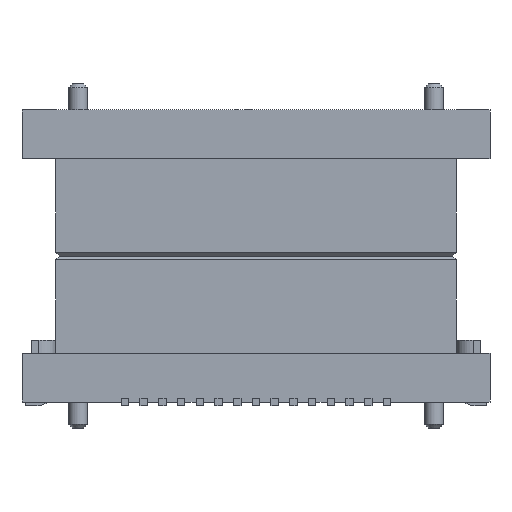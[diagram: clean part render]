
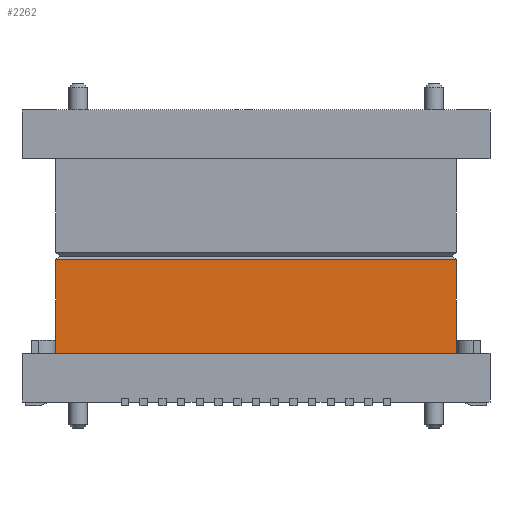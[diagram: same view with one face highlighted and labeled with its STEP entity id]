
A CAD part, left-side view. The second image highlights one B-rep face of the part: STEP entity #2262.
In plain terms, the highlighted planar face has unit normal (-1, 0, 0).
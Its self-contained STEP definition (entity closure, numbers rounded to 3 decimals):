
#55 = PLANE('',#56);
#56 = AXIS2_PLACEMENT_3D('',#57,#58,#59);
#57 = CARTESIAN_POINT('',(-2.35,5.35,1.4));
#58 = DIRECTION('',(0.,1.,0.));
#59 = DIRECTION('',(1.,0.,0.));
#111 = PLANE('',#112);
#112 = AXIS2_PLACEMENT_3D('',#113,#114,#115);
#113 = CARTESIAN_POINT('',(2.35,-5.35,1.4));
#114 = DIRECTION('',(0.,-1.,0.));
#115 = DIRECTION('',(-1.,0.,0.));
#152 = EDGE_CURVE('',#153,#155,#157,.T.);
#153 = VERTEX_POINT('',#154);
#154 = CARTESIAN_POINT('',(-2.35,5.35,1.4));
#155 = VERTEX_POINT('',#156);
#156 = CARTESIAN_POINT('',(-2.35,5.35,3.9));
#157 = SURFACE_CURVE('',#158,(#162,#169),.PCURVE_S1.);
#158 = LINE('',#159,#160);
#159 = CARTESIAN_POINT('',(-2.35,5.35,1.4));
#160 = VECTOR('',#161,1.);
#161 = DIRECTION('',(0.,0.,1.));
#162 = PCURVE('',#55,#163);
#163 = DEFINITIONAL_REPRESENTATION('',(#164),#168);
#164 = LINE('',#165,#166);
#165 = CARTESIAN_POINT('',(0.,0.));
#166 = VECTOR('',#167,1.);
#167 = DIRECTION('',(0.,-1.));
#168 = ( GEOMETRIC_REPRESENTATION_CONTEXT(2) 
PARAMETRIC_REPRESENTATION_CONTEXT() REPRESENTATION_CONTEXT('2D SPACE',''
  ) );
#169 = PCURVE('',#170,#175);
#170 = PLANE('',#171);
#171 = AXIS2_PLACEMENT_3D('',#172,#173,#174);
#172 = CARTESIAN_POINT('',(-2.35,-5.35,1.4));
#173 = DIRECTION('',(-1.,0.,0.));
#174 = DIRECTION('',(0.,1.,0.));
#175 = DEFINITIONAL_REPRESENTATION('',(#176),#180);
#176 = LINE('',#177,#178);
#177 = CARTESIAN_POINT('',(10.7,0.));
#178 = VECTOR('',#179,1.);
#179 = DIRECTION('',(0.,-1.));
#180 = ( GEOMETRIC_REPRESENTATION_CONTEXT(2) 
PARAMETRIC_REPRESENTATION_CONTEXT() REPRESENTATION_CONTEXT('2D SPACE',''
  ) );
#2085 = VERTEX_POINT('',#2086);
#2086 = CARTESIAN_POINT('',(-2.35,-5.35,3.9));
#2107 = EDGE_CURVE('',#2108,#2085,#2110,.T.);
#2108 = VERTEX_POINT('',#2109);
#2109 = CARTESIAN_POINT('',(-2.35,-5.35,1.4));
#2110 = SURFACE_CURVE('',#2111,(#2115,#2122),.PCURVE_S1.);
#2111 = LINE('',#2112,#2113);
#2112 = CARTESIAN_POINT('',(-2.35,-5.35,1.4));
#2113 = VECTOR('',#2114,1.);
#2114 = DIRECTION('',(0.,0.,1.));
#2115 = PCURVE('',#111,#2116);
#2116 = DEFINITIONAL_REPRESENTATION('',(#2117),#2121);
#2117 = LINE('',#2118,#2119);
#2118 = CARTESIAN_POINT('',(4.7,0.));
#2119 = VECTOR('',#2120,1.);
#2120 = DIRECTION('',(0.,-1.));
#2121 = ( GEOMETRIC_REPRESENTATION_CONTEXT(2) 
PARAMETRIC_REPRESENTATION_CONTEXT() REPRESENTATION_CONTEXT('2D SPACE',''
  ) );
#2122 = PCURVE('',#170,#2123);
#2123 = DEFINITIONAL_REPRESENTATION('',(#2124),#2128);
#2124 = LINE('',#2125,#2126);
#2125 = CARTESIAN_POINT('',(0.,0.));
#2126 = VECTOR('',#2127,1.);
#2127 = DIRECTION('',(0.,-1.));
#2128 = ( GEOMETRIC_REPRESENTATION_CONTEXT(2) 
PARAMETRIC_REPRESENTATION_CONTEXT() REPRESENTATION_CONTEXT('2D SPACE',''
  ) );
#2262 = ADVANCED_FACE('',(#2263),#170,.T.);
#2263 = FACE_BOUND('',#2264,.T.);
#2264 = EDGE_LOOP('',(#2265,#2266,#2292,#2293));
#2265 = ORIENTED_EDGE('',*,*,#2107,.T.);
#2266 = ORIENTED_EDGE('',*,*,#2267,.T.);
#2267 = EDGE_CURVE('',#2085,#155,#2268,.T.);
#2268 = SURFACE_CURVE('',#2269,(#2273,#2280),.PCURVE_S1.);
#2269 = LINE('',#2270,#2271);
#2270 = CARTESIAN_POINT('',(-2.35,-5.35,3.9));
#2271 = VECTOR('',#2272,1.);
#2272 = DIRECTION('',(0.,1.,0.));
#2273 = PCURVE('',#170,#2274);
#2274 = DEFINITIONAL_REPRESENTATION('',(#2275),#2279);
#2275 = LINE('',#2276,#2277);
#2276 = CARTESIAN_POINT('',(0.,-2.5));
#2277 = VECTOR('',#2278,1.);
#2278 = DIRECTION('',(1.,0.));
#2279 = ( GEOMETRIC_REPRESENTATION_CONTEXT(2) 
PARAMETRIC_REPRESENTATION_CONTEXT() REPRESENTATION_CONTEXT('2D SPACE',''
  ) );
#2280 = PCURVE('',#2281,#2286);
#2281 = PLANE('',#2282);
#2282 = AXIS2_PLACEMENT_3D('',#2283,#2284,#2285);
#2283 = CARTESIAN_POINT('',(-2.3,-5.35,3.95));
#2284 = DIRECTION('',(-0.707,0.,0.707));
#2285 = DIRECTION('',(-0.,-1.,-0.));
#2286 = DEFINITIONAL_REPRESENTATION('',(#2287),#2291);
#2287 = LINE('',#2288,#2289);
#2288 = CARTESIAN_POINT('',(-0.,-0.071));
#2289 = VECTOR('',#2290,1.);
#2290 = DIRECTION('',(-1.,0.));
#2291 = ( GEOMETRIC_REPRESENTATION_CONTEXT(2) 
PARAMETRIC_REPRESENTATION_CONTEXT() REPRESENTATION_CONTEXT('2D SPACE',''
  ) );
#2292 = ORIENTED_EDGE('',*,*,#152,.F.);
#2293 = ORIENTED_EDGE('',*,*,#2294,.F.);
#2294 = EDGE_CURVE('',#2108,#153,#2295,.T.);
#2295 = SURFACE_CURVE('',#2296,(#2300,#2307),.PCURVE_S1.);
#2296 = LINE('',#2297,#2298);
#2297 = CARTESIAN_POINT('',(-2.35,-5.35,1.4));
#2298 = VECTOR('',#2299,1.);
#2299 = DIRECTION('',(0.,1.,0.));
#2300 = PCURVE('',#170,#2301);
#2301 = DEFINITIONAL_REPRESENTATION('',(#2302),#2306);
#2302 = LINE('',#2303,#2304);
#2303 = CARTESIAN_POINT('',(0.,0.));
#2304 = VECTOR('',#2305,1.);
#2305 = DIRECTION('',(1.,0.));
#2306 = ( GEOMETRIC_REPRESENTATION_CONTEXT(2) 
PARAMETRIC_REPRESENTATION_CONTEXT() REPRESENTATION_CONTEXT('2D SPACE',''
  ) );
#2307 = PCURVE('',#2308,#2313);
#2308 = PLANE('',#2309);
#2309 = AXIS2_PLACEMENT_3D('',#2310,#2311,#2312);
#2310 = CARTESIAN_POINT('',(-2.35,-6.25,0.1));
#2311 = DIRECTION('',(-1.,0.,0.));
#2312 = DIRECTION('',(0.,1.,0.));
#2313 = DEFINITIONAL_REPRESENTATION('',(#2314),#2318);
#2314 = LINE('',#2315,#2316);
#2315 = CARTESIAN_POINT('',(0.9,-1.3));
#2316 = VECTOR('',#2317,1.);
#2317 = DIRECTION('',(1.,0.));
#2318 = ( GEOMETRIC_REPRESENTATION_CONTEXT(2) 
PARAMETRIC_REPRESENTATION_CONTEXT() REPRESENTATION_CONTEXT('2D SPACE',''
  ) );
